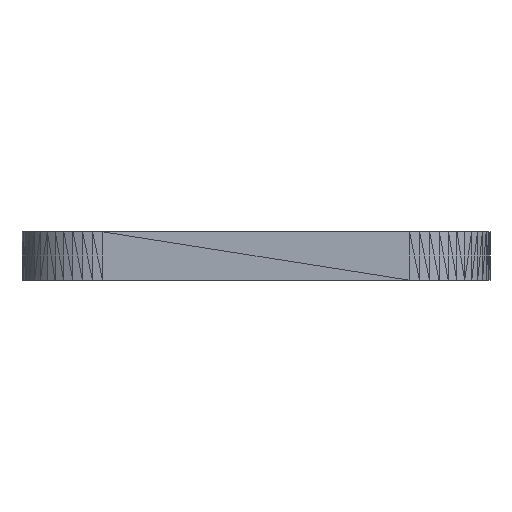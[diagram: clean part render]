
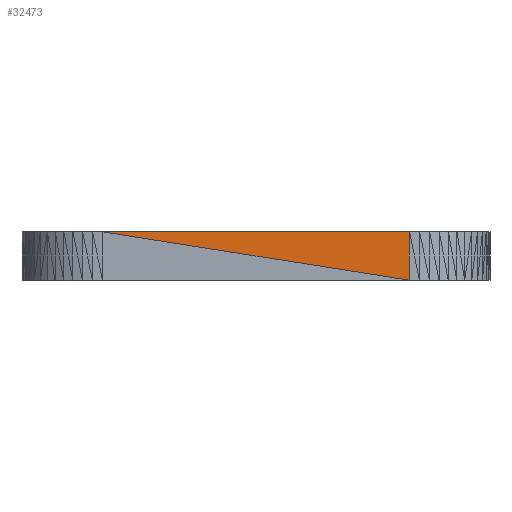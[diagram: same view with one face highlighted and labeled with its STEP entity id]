
A CAD part, left-side view. The second image highlights one B-rep face of the part: STEP entity #32473.
In plain terms, the highlighted planar face has unit normal (-1, 0, 0).
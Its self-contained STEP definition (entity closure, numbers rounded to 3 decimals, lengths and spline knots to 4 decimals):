
#32235 = VERTEX_POINT('',#32236);
#32236 = CARTESIAN_POINT('',(-14.75,4.75,1.5));
#32297 = PLANE('',#32298);
#32298 = AXIS2_PLACEMENT_3D('',#32299,#32300,#32301);
#32299 = CARTESIAN_POINT('',(-14.1387,-0.186,1.5));
#32300 = DIRECTION('',(0.,0.,1.));
#32301 = DIRECTION('',(1.,0.,-0.));
#32340 = VERTEX_POINT('',#32341);
#32341 = CARTESIAN_POINT('',(-14.75,-4.75,1.5));
#32363 = EDGE_CURVE('',#32340,#32235,#32364,.T.);
#32364 = SURFACE_CURVE('',#32365,(#32369,#32376),.PCURVE_S1.);
#32365 = LINE('',#32366,#32367);
#32366 = CARTESIAN_POINT('',(-14.75,-4.75,1.5));
#32367 = VECTOR('',#32368,1.);
#32368 = DIRECTION('',(0.,1.,0.));
#32369 = PCURVE('',#32297,#32370);
#32370 = DEFINITIONAL_REPRESENTATION('',(#32371),#32375);
#32371 = LINE('',#32372,#32373);
#32372 = CARTESIAN_POINT('',(-0.611,-4.564));
#32373 = VECTOR('',#32374,1.);
#32374 = DIRECTION('',(0.,1.));
#32375 = ( GEOMETRIC_REPRESENTATION_CONTEXT(2) 
PARAMETRIC_REPRESENTATION_CONTEXT() REPRESENTATION_CONTEXT('2D SPACE',''
  ) );
#32376 = PCURVE('',#32377,#32382);
#32377 = PLANE('',#32378);
#32378 = AXIS2_PLACEMENT_3D('',#32379,#32380,#32381);
#32379 = CARTESIAN_POINT('',(-14.75,-0.3456,1.0956));
#32380 = DIRECTION('',(-1.,-0.,-0.));
#32381 = DIRECTION('',(0.,0.,-1.));
#32382 = DEFINITIONAL_REPRESENTATION('',(#32383),#32387);
#32383 = LINE('',#32384,#32385);
#32384 = CARTESIAN_POINT('',(-0.404,4.404));
#32385 = VECTOR('',#32386,1.);
#32386 = DIRECTION('',(0.,-1.));
#32387 = ( GEOMETRIC_REPRESENTATION_CONTEXT(2) 
PARAMETRIC_REPRESENTATION_CONTEXT() REPRESENTATION_CONTEXT('2D SPACE',''
  ) );
#32392 = EDGE_CURVE('',#32393,#32235,#32395,.T.);
#32393 = VERTEX_POINT('',#32394);
#32394 = CARTESIAN_POINT('',(-14.75,-4.75,0.));
#32395 = SURFACE_CURVE('',#32396,(#32400,#32412),.PCURVE_S1.);
#32396 = LINE('',#32397,#32398);
#32397 = CARTESIAN_POINT('',(-14.75,-4.75,0.));
#32398 = VECTOR('',#32399,1.);
#32399 = DIRECTION('',(0.,0.988,0.156));
#32400 = PCURVE('',#32401,#32406);
#32401 = PLANE('',#32402);
#32402 = AXIS2_PLACEMENT_3D('',#32403,#32404,#32405);
#32403 = CARTESIAN_POINT('',(-14.75,0.3456,0.4044));
#32404 = DIRECTION('',(-1.,-0.,-0.));
#32405 = DIRECTION('',(0.,0.,-1.));
#32406 = DEFINITIONAL_REPRESENTATION('',(#32407),#32411);
#32407 = LINE('',#32408,#32409);
#32408 = CARTESIAN_POINT('',(0.404,5.096));
#32409 = VECTOR('',#32410,1.);
#32410 = DIRECTION('',(-0.156,-0.988));
#32411 = ( GEOMETRIC_REPRESENTATION_CONTEXT(2) 
PARAMETRIC_REPRESENTATION_CONTEXT() REPRESENTATION_CONTEXT('2D SPACE',''
  ) );
#32412 = PCURVE('',#32377,#32413);
#32413 = DEFINITIONAL_REPRESENTATION('',(#32414),#32418);
#32414 = LINE('',#32415,#32416);
#32415 = CARTESIAN_POINT('',(1.096,4.404));
#32416 = VECTOR('',#32417,1.);
#32417 = DIRECTION('',(-0.156,-0.988));
#32418 = ( GEOMETRIC_REPRESENTATION_CONTEXT(2) 
PARAMETRIC_REPRESENTATION_CONTEXT() REPRESENTATION_CONTEXT('2D SPACE',''
  ) );
#32473 = ADVANCED_FACE('',(#32474),#32377,.T.);
#32474 = FACE_BOUND('',#32475,.T.);
#32475 = EDGE_LOOP('',(#32476,#32477,#32503));
#32476 = ORIENTED_EDGE('',*,*,#32392,.F.);
#32477 = ORIENTED_EDGE('',*,*,#32478,.T.);
#32478 = EDGE_CURVE('',#32393,#32340,#32479,.T.);
#32479 = SURFACE_CURVE('',#32480,(#32484,#32491),.PCURVE_S1.);
#32480 = LINE('',#32481,#32482);
#32481 = CARTESIAN_POINT('',(-14.75,-4.75,0.));
#32482 = VECTOR('',#32483,1.);
#32483 = DIRECTION('',(0.,0.,1.));
#32484 = PCURVE('',#32377,#32485);
#32485 = DEFINITIONAL_REPRESENTATION('',(#32486),#32490);
#32486 = LINE('',#32487,#32488);
#32487 = CARTESIAN_POINT('',(1.096,4.404));
#32488 = VECTOR('',#32489,1.);
#32489 = DIRECTION('',(-1.,0.));
#32490 = ( GEOMETRIC_REPRESENTATION_CONTEXT(2) 
PARAMETRIC_REPRESENTATION_CONTEXT() REPRESENTATION_CONTEXT('2D SPACE',''
  ) );
#32491 = PCURVE('',#32492,#32497);
#32492 = PLANE('',#32493);
#32493 = AXIS2_PLACEMENT_3D('',#32494,#32495,#32496);
#32494 = CARTESIAN_POINT('',(-14.7446,-4.8364,
    0.6796));
#32495 = DIRECTION('',(-0.998,-0.063,
    0.));
#32496 = DIRECTION('',(0.063,-0.998,0.));
#32497 = DEFINITIONAL_REPRESENTATION('',(#32498),#32502);
#32498 = LINE('',#32499,#32500);
#32499 = CARTESIAN_POINT('',(-0.087,-0.68));
#32500 = VECTOR('',#32501,1.);
#32501 = DIRECTION('',(0.,1.));
#32502 = ( GEOMETRIC_REPRESENTATION_CONTEXT(2) 
PARAMETRIC_REPRESENTATION_CONTEXT() REPRESENTATION_CONTEXT('2D SPACE',''
  ) );
#32503 = ORIENTED_EDGE('',*,*,#32363,.T.);
